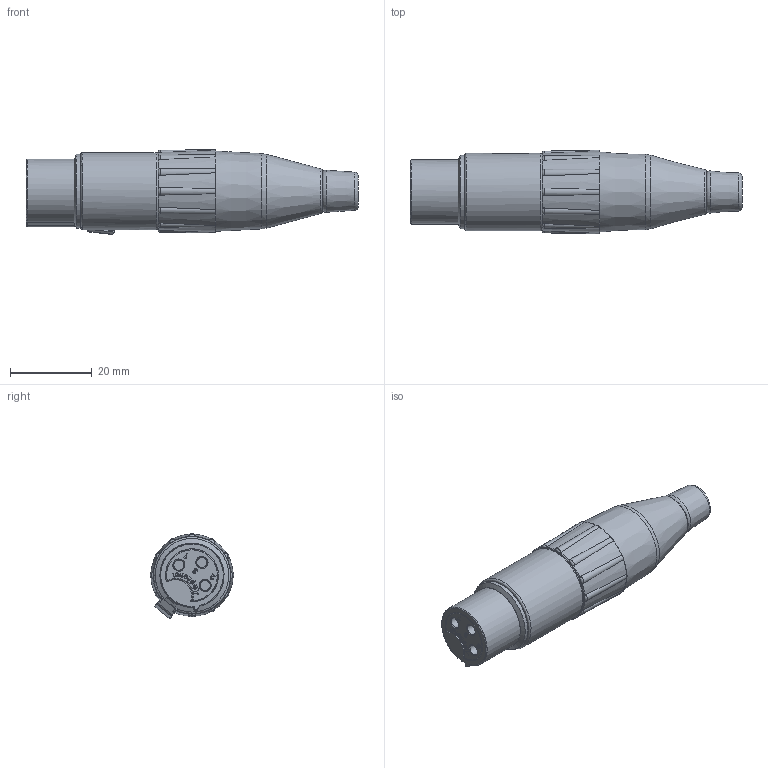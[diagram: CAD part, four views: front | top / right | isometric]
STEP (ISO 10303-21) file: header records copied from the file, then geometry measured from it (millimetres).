
FILE_DESCRIPTION((''),'2;1');
FILE_NAME('AC3F.stp','2015-10-28T11:21:13',('minh'),(''),'Autodesk Inventor 2012','Autodesk Inventor 2012','');
FILE_SCHEMA(('AUTOMOTIVE_DESIGN { 1 0 10303 214 1 1 1 1 }'));
Length unit declared in the file: inch
Products named in the file (1): AC3F_Shrinkwrap_1
Bounding box: 81.21 x 20.39 x 20.76 mm (x, y, z)
Surface area: 12088.3 mm2 (no closed solid volume)
Topology: 0 solids, 28 shells, 346 faces, 1679 edges, 1323 vertices
Faces by surface type: plane 124, cylinder 86, bspline 54, torus 50, cone 32
Full cylindrical faces by diameter (mm): 2.6 x3, 3.5 x2, 4 x1, 7.4 x1, 7.9 x1, 8.4 x1, 8.5 x1, 10.3 x1, 10.6 x1, 16.2 x1, 17 x1, 18 x1, 18.9 x1
Entity records: 33791 total; most frequent: CARTESIAN_POINT 21741, ORIENTED_EDGE 2365, DIRECTION 1884, EDGE_CURVE 1635, VERTEX_POINT 1317, AXIS2_PLACEMENT_3D 669, B_SPLINE_CURVE_WITH_KNOTS 554, VECTOR 546
